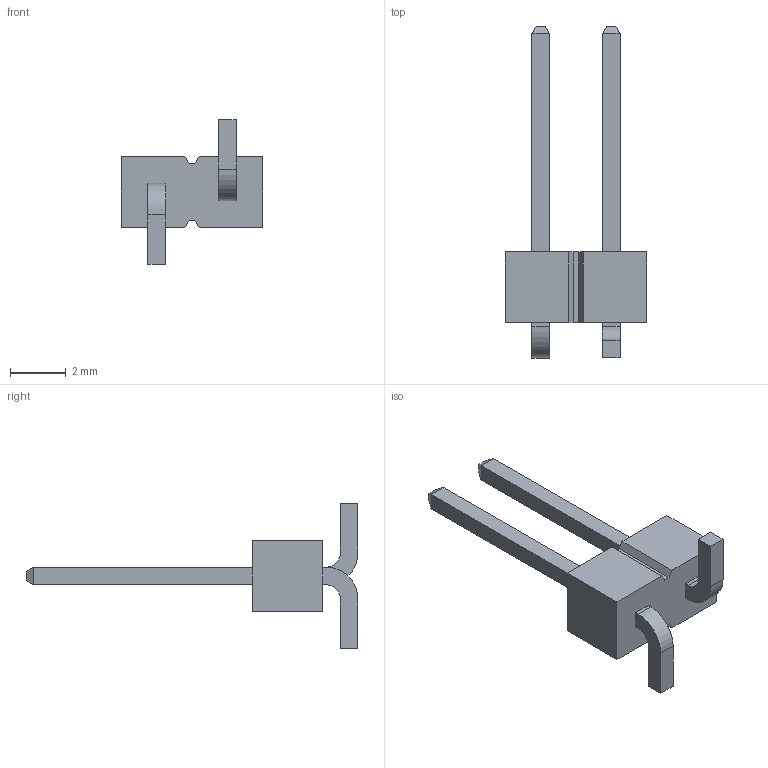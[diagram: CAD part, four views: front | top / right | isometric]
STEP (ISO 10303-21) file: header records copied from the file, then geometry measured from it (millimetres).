
FILE_DESCRIPTION (( 'STEP AP214' ), '1' );
FILE_NAME ('TSM-102-02-L-SV.STEP', '2021-02-02T08:43:19', ( '' ), ( '' ), 'SwSTEP 2.0', 'SolidWorks 2018', '' );
FILE_SCHEMA (( 'AUTOMOTIVE_DESIGN' ));
Length unit declared in the file: millimetre
Products named in the file (3): TSM_102_02_L_SV_5; TSM-102-02-L-SV; TSM_102_02_L_SV_3
Assembly tree (2 placements, depth 2):
  TSM-102-02-L-SV
    TSM_102_02_L_SV_3
    TSM_102_02_L_SV_5
Bounding box: 5.08 x 11.94 x 5.21 mm (x, y, z)
Volume: 41.6 mm3; surface area: 151.7 mm2
Topology: 2 solids, 2 shells, 60 faces, 160 edges, 104 vertices
Faces by surface type: plane 56, cylinder 4
Entity records: 1946 total; most frequent: CARTESIAN_POINT 329, ORIENTED_EDGE 320, DIRECTION 298, EDGE_CURVE 160, LINE 152, VECTOR 152, VERTEX_POINT 104, AXIS2_PLACEMENT_3D 73
